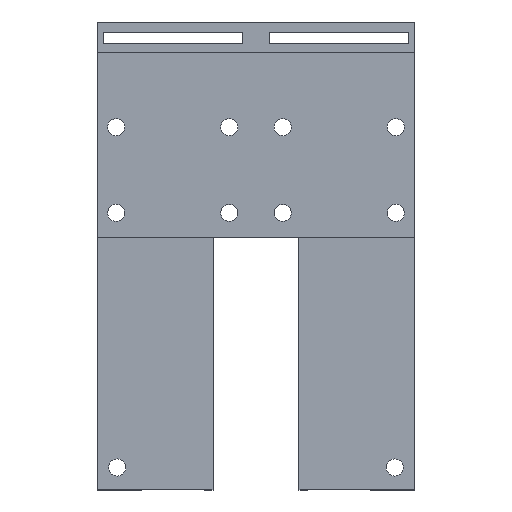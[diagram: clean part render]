
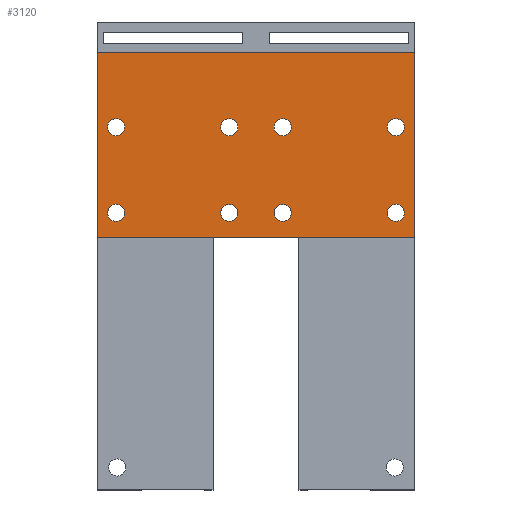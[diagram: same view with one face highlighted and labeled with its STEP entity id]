
A CAD part, top view. The second image highlights one B-rep face of the part: STEP entity #3120.
In plain terms, the highlighted planar face has unit normal (0, 0, 1).
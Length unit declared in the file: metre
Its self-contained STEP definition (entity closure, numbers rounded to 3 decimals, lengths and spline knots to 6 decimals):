
#135=CIRCLE('',#3313,0.0017);
#136=CIRCLE('',#3314,0.0017);
#137=CIRCLE('',#3315,0.0017);
#138=CIRCLE('',#3316,0.0017);
#139=CIRCLE('',#3317,0.0017);
#140=CIRCLE('',#3318,0.0017);
#141=CIRCLE('',#3319,0.0017);
#142=CIRCLE('',#3320,0.0017);
#270=ORIENTED_EDGE('',*,*,#1194,.T.);
#271=ORIENTED_EDGE('',*,*,#1195,.F.);
#272=ORIENTED_EDGE('',*,*,#1196,.T.);
#273=ORIENTED_EDGE('',*,*,#1146,.T.);
#274=ORIENTED_EDGE('',*,*,#1197,.T.);
#275=ORIENTED_EDGE('',*,*,#1198,.T.);
#276=ORIENTED_EDGE('',*,*,#1199,.F.);
#277=ORIENTED_EDGE('',*,*,#1200,.F.);
#278=ORIENTED_EDGE('',*,*,#1201,.F.);
#279=ORIENTED_EDGE('',*,*,#1202,.F.);
#280=ORIENTED_EDGE('',*,*,#1203,.T.);
#281=ORIENTED_EDGE('',*,*,#1204,.T.);
#1146=EDGE_CURVE('',#1611,#1609,#1928,.T.);
#1194=EDGE_CURVE('',#1609,#1652,#1968,.T.);
#1195=EDGE_CURVE('',#1653,#1652,#1969,.T.);
#1196=EDGE_CURVE('',#1653,#1611,#1970,.T.);
#1197=EDGE_CURVE('',#1654,#1654,#135,.F.);
#1198=EDGE_CURVE('',#1655,#1655,#136,.F.);
#1199=EDGE_CURVE('',#1656,#1656,#137,.F.);
#1200=EDGE_CURVE('',#1657,#1657,#138,.F.);
#1201=EDGE_CURVE('',#1658,#1658,#139,.F.);
#1202=EDGE_CURVE('',#1659,#1659,#140,.F.);
#1203=EDGE_CURVE('',#1660,#1660,#141,.F.);
#1204=EDGE_CURVE('',#1661,#1661,#142,.F.);
#1609=VERTEX_POINT('',#4351);
#1611=VERTEX_POINT('',#4354);
#1652=VERTEX_POINT('',#4450);
#1653=VERTEX_POINT('',#4452);
#1654=VERTEX_POINT('',#4455);
#1655=VERTEX_POINT('',#4457);
#1656=VERTEX_POINT('',#4459);
#1657=VERTEX_POINT('',#4461);
#1658=VERTEX_POINT('',#4463);
#1659=VERTEX_POINT('',#4465);
#1660=VERTEX_POINT('',#4467);
#1661=VERTEX_POINT('',#4469);
#1928=LINE('',#4353,#2248);
#1968=LINE('',#4449,#2288);
#1969=LINE('',#4451,#2289);
#1970=LINE('',#4453,#2290);
#2248=VECTOR('',#3545,1.);
#2288=VECTOR('',#3615,1.);
#2289=VECTOR('',#3616,1.);
#2290=VECTOR('',#3617,1.);
#2575=EDGE_LOOP('',(#270,#271,#272,#273));
#2576=EDGE_LOOP('',(#274));
#2577=EDGE_LOOP('',(#275));
#2578=EDGE_LOOP('',(#276));
#2579=EDGE_LOOP('',(#277));
#2580=EDGE_LOOP('',(#278));
#2581=EDGE_LOOP('',(#279));
#2582=EDGE_LOOP('',(#280));
#2583=EDGE_LOOP('',(#281));
#2793=FACE_BOUND('',#2575,.T.);
#2794=FACE_BOUND('',#2576,.T.);
#2795=FACE_BOUND('',#2577,.T.);
#2796=FACE_BOUND('',#2578,.T.);
#2797=FACE_BOUND('',#2579,.T.);
#2798=FACE_BOUND('',#2580,.T.);
#2799=FACE_BOUND('',#2581,.T.);
#2800=FACE_BOUND('',#2582,.T.);
#2801=FACE_BOUND('',#2583,.T.);
#3010=PLANE('',#3312);
#3120=ADVANCED_FACE('',(#2793,#2794,#2795,#2796,#2797,#2798,#2799,#2800,
#2801),#3010,.T.);
#3312=AXIS2_PLACEMENT_3D('',#4448,#3613,#3614);
#3313=AXIS2_PLACEMENT_3D('',#4454,#3618,#3619);
#3314=AXIS2_PLACEMENT_3D('',#4456,#3620,#3621);
#3315=AXIS2_PLACEMENT_3D('',#4458,#3622,#3623);
#3316=AXIS2_PLACEMENT_3D('',#4460,#3624,#3625);
#3317=AXIS2_PLACEMENT_3D('',#4462,#3626,#3627);
#3318=AXIS2_PLACEMENT_3D('',#4464,#3628,#3629);
#3319=AXIS2_PLACEMENT_3D('',#4466,#3630,#3631);
#3320=AXIS2_PLACEMENT_3D('',#4468,#3632,#3633);
#3545=DIRECTION('',(0.,-1.,0.));
#3613=DIRECTION('',(0.,0.,1.));
#3614=DIRECTION('',(-1.,0.,0.));
#3615=DIRECTION('',(1.,0.,0.));
#3616=DIRECTION('',(0.,-1.,0.));
#3617=DIRECTION('',(-1.,0.,0.));
#3618=DIRECTION('',(0.,0.,1.));
#3619=DIRECTION('',(0.,-1.,0.));
#3620=DIRECTION('',(0.,0.,1.));
#3621=DIRECTION('',(0.,-1.,0.));
#3622=DIRECTION('',(0.,0.,-1.));
#3623=DIRECTION('',(0.,-1.,0.));
#3624=DIRECTION('',(0.,0.,-1.));
#3625=DIRECTION('',(0.,-1.,0.));
#3626=DIRECTION('',(0.,0.,-1.));
#3627=DIRECTION('',(0.,-1.,0.));
#3628=DIRECTION('',(0.,0.,-1.));
#3629=DIRECTION('',(0.,-1.,0.));
#3630=DIRECTION('',(0.,0.,1.));
#3631=DIRECTION('',(0.,-1.,0.));
#3632=DIRECTION('',(0.,0.,1.));
#3633=DIRECTION('',(0.,-1.,0.));
#4351=CARTESIAN_POINT('',(-0.048,-0.067053,-0.026999));
#4353=CARTESIAN_POINT('',(-0.048,-0.041053,-0.026999));
#4354=CARTESIAN_POINT('',(-0.048,-0.0303,-0.026999));
#4448=CARTESIAN_POINT('',(0.,-0.041053,-0.026999));
#4449=CARTESIAN_POINT('',(0.,-0.067053,-0.026999));
#4450=CARTESIAN_POINT('',(0.015,-0.067053,-0.026999));
#4451=CARTESIAN_POINT('',(0.015,-0.041053,-0.026999));
#4452=CARTESIAN_POINT('',(0.015,-0.0303,-0.026999));
#4453=CARTESIAN_POINT('',(-0.0193,-0.0303,-0.026999));
#4454=CARTESIAN_POINT('',(0.011225,-0.06215,-0.026999));
#4455=CARTESIAN_POINT('',(0.011225,-0.06385,-0.026999));
#4456=CARTESIAN_POINT('',(0.011225,-0.04515,-0.026999));
#4457=CARTESIAN_POINT('',(0.011225,-0.04685,-0.026999));
#4458=CARTESIAN_POINT('',(-0.011225,-0.06215,-0.026999));
#4459=CARTESIAN_POINT('',(-0.011225,-0.06385,-0.026999));
#4460=CARTESIAN_POINT('',(-0.011225,-0.04515,-0.026999));
#4461=CARTESIAN_POINT('',(-0.011225,-0.04685,-0.026999));
#4462=CARTESIAN_POINT('',(-0.044225,-0.06215,-0.026999));
#4463=CARTESIAN_POINT('',(-0.044225,-0.06385,-0.026999));
#4464=CARTESIAN_POINT('',(-0.044225,-0.04515,-0.026999));
#4465=CARTESIAN_POINT('',(-0.044225,-0.04685,-0.026999));
#4466=CARTESIAN_POINT('',(-0.021775,-0.06215,-0.026999));
#4467=CARTESIAN_POINT('',(-0.021775,-0.06385,-0.026999));
#4468=CARTESIAN_POINT('',(-0.021775,-0.04515,-0.026999));
#4469=CARTESIAN_POINT('',(-0.021775,-0.04685,-0.026999));
